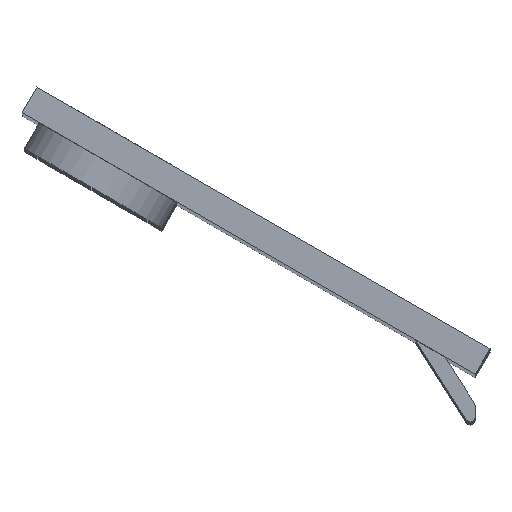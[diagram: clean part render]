
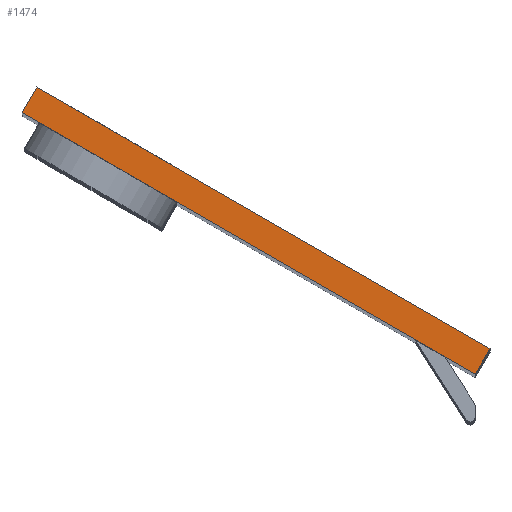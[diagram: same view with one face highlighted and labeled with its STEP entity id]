
A CAD part, top view. The second image highlights one B-rep face of the part: STEP entity #1474.
In plain terms, the highlighted planar face has unit normal (0, 0, 1).
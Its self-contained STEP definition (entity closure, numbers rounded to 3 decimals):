
#108=PLANE('',#1668);
#199=FACE_OUTER_BOUND('',#310,.T.);
#310=EDGE_LOOP('',(#1285,#1286,#1287,#1288));
#441=LINE('',#2519,#553);
#442=LINE('',#2521,#554);
#443=LINE('',#2523,#555);
#444=LINE('',#2524,#556);
#553=VECTOR('',#2108,10.);
#554=VECTOR('',#2109,10.);
#555=VECTOR('',#2110,10.);
#556=VECTOR('',#2111,10.);
#765=VERTEX_POINT('',#2517);
#766=VERTEX_POINT('',#2518);
#767=VERTEX_POINT('',#2520);
#768=VERTEX_POINT('',#2522);
#953=EDGE_CURVE('',#765,#766,#441,.T.);
#954=EDGE_CURVE('',#766,#767,#442,.T.);
#955=EDGE_CURVE('',#768,#767,#443,.T.);
#956=EDGE_CURVE('',#765,#768,#444,.T.);
#1285=ORIENTED_EDGE('',*,*,#953,.T.);
#1286=ORIENTED_EDGE('',*,*,#954,.T.);
#1287=ORIENTED_EDGE('',*,*,#955,.F.);
#1288=ORIENTED_EDGE('',*,*,#956,.F.);
#1474=ADVANCED_FACE('',(#199),#108,.T.);
#1668=AXIS2_PLACEMENT_3D('',#2516,#2106,#2107);
#2106=DIRECTION('center_axis',(0.,0.,
1.));
#2107=DIRECTION('ref_axis',(0.866,-0.5,0.));
#2108=DIRECTION('',(0.866,-0.5,0.));
#2109=DIRECTION('',(0.5,0.866,0.));
#2110=DIRECTION('',(0.866,-0.5,0.));
#2111=DIRECTION('',(0.5,0.866,0.));
#2516=CARTESIAN_POINT('Origin',(-21.812,24.92,98.95));
#2517=CARTESIAN_POINT('',(-21.812,24.92,98.95));
#2518=CARTESIAN_POINT('',(23.827,-1.43,98.95));
#2519=CARTESIAN_POINT('',(-21.812,24.92,98.95));
#2520=CARTESIAN_POINT('',(25.327,1.168,98.95));
#2521=CARTESIAN_POINT('',(23.827,-1.43,98.95));
#2522=CARTESIAN_POINT('',(-20.312,27.518,98.95));
#2523=CARTESIAN_POINT('',(-20.312,27.518,98.95));
#2524=CARTESIAN_POINT('',(-21.812,24.92,98.95));
